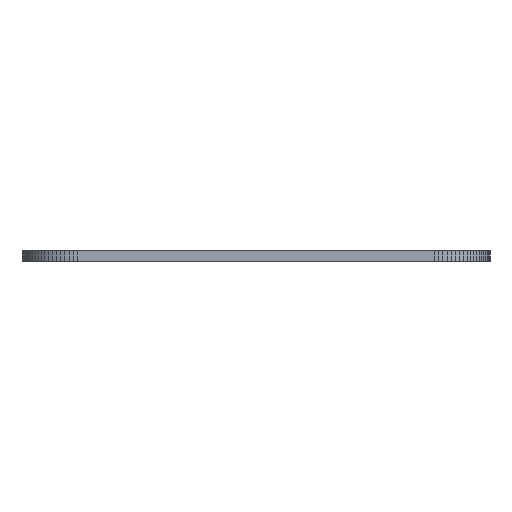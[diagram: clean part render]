
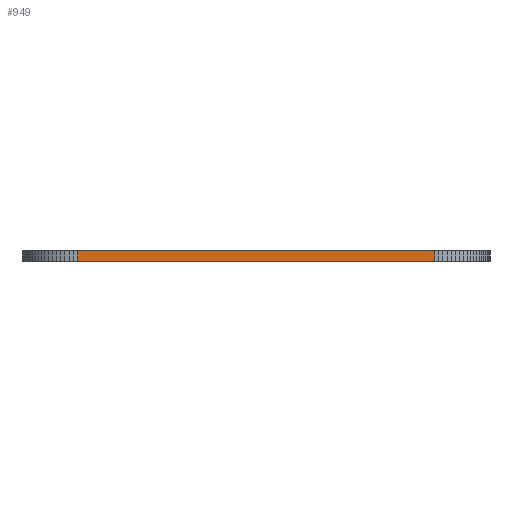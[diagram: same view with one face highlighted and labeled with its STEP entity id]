
A CAD part, front view. The second image highlights one B-rep face of the part: STEP entity #949.
In plain terms, the highlighted planar face has unit normal (0, -1, 0).
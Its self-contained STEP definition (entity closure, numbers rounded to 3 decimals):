
#54 = CARTESIAN_POINT ( 'NONE',  ( 54.347, -4.744, 1.5 ) ) ;
#70 = CARTESIAN_POINT ( 'NONE',  ( 2.993, -4.744, 1.5 ) ) ;
#96 = VECTOR ( 'NONE', #300, 1000. ) ;
#209 = FACE_OUTER_BOUND ( 'NONE', #1776, .T. ) ;
#300 = DIRECTION ( 'NONE',  ( -1., 0., 0. ) ) ;
#479 = CARTESIAN_POINT ( 'NONE',  ( 54.347, -4.744, 0. ) ) ;
#574 = VECTOR ( 'NONE', #1679, 1000. ) ;
#949 = ADVANCED_FACE ( 'NONE', ( #209 ), #2425, .T. ) ;
#1075 = DIRECTION ( 'NONE',  ( 0., -1., 0. ) ) ;
#1097 = VECTOR ( 'NONE', #1845, 1000. ) ;
#1265 = VERTEX_POINT ( 'NONE', #479 ) ;
#1492 = EDGE_CURVE ( 'NONE', #3578, #2924, #1976, .T. ) ;
#1605 = EDGE_CURVE ( 'NONE', #1265, #1802, #3146, .T. ) ;
#1679 = DIRECTION ( 'NONE',  ( 0., 0., -1. ) ) ;
#1742 = ORIENTED_EDGE ( 'NONE', *, *, #1605, .F. ) ;
#1756 = CARTESIAN_POINT ( 'NONE',  ( 0., -4.744, 0. ) ) ;
#1776 = EDGE_LOOP ( 'NONE', ( #1742, #2436, #1881, #3505 ) ) ;
#1802 = VERTEX_POINT ( 'NONE', #1968 ) ;
#1845 = DIRECTION ( 'NONE',  ( 0., 0., -1. ) ) ;
#1859 = DIRECTION ( 'NONE',  ( 0., 0., -1. ) ) ;
#1881 = ORIENTED_EDGE ( 'NONE', *, *, #1492, .T. ) ;
#1891 = CARTESIAN_POINT ( 'NONE',  ( 0., -4.744, 1.5 ) ) ;
#1900 = VECTOR ( 'NONE', #2872, 1000. ) ;
#1917 = LINE ( 'NONE', #2431, #1097 ) ;
#1968 = CARTESIAN_POINT ( 'NONE',  ( 2.993, -4.744, 0. ) ) ;
#1972 = LINE ( 'NONE', #54, #574 ) ;
#1976 = LINE ( 'NONE', #2270, #96 ) ;
#2270 = CARTESIAN_POINT ( 'NONE',  ( 0., -4.744, 1.5 ) ) ;
#2299 = AXIS2_PLACEMENT_3D ( 'NONE', #1891, #1075, #1859 ) ;
#2425 = PLANE ( 'NONE',  #2299 ) ;
#2431 = CARTESIAN_POINT ( 'NONE',  ( 2.993, -4.744, 1.5 ) ) ;
#2436 = ORIENTED_EDGE ( 'NONE', *, *, #2902, .F. ) ;
#2872 = DIRECTION ( 'NONE',  ( -1., 0., 0. ) ) ;
#2902 = EDGE_CURVE ( 'NONE', #3578, #1265, #1972, .T. ) ;
#2924 = VERTEX_POINT ( 'NONE', #70 ) ;
#3146 = LINE ( 'NONE', #1756, #1900 ) ;
#3312 = CARTESIAN_POINT ( 'NONE',  ( 54.347, -4.744, 1.5 ) ) ;
#3505 = ORIENTED_EDGE ( 'NONE', *, *, #3588, .T. ) ;
#3578 = VERTEX_POINT ( 'NONE', #3312 ) ;
#3588 = EDGE_CURVE ( 'NONE', #2924, #1802, #1917, .T. ) ;
